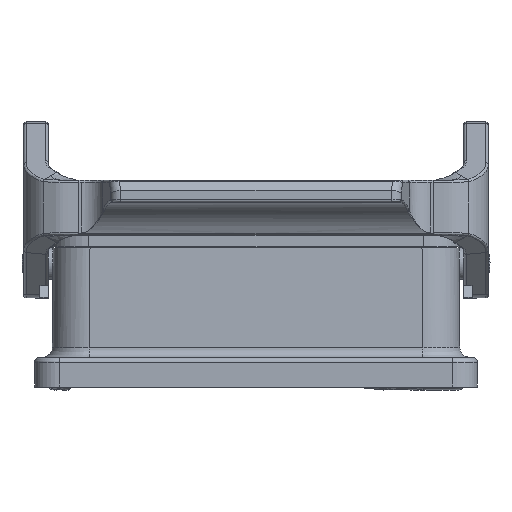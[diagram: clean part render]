
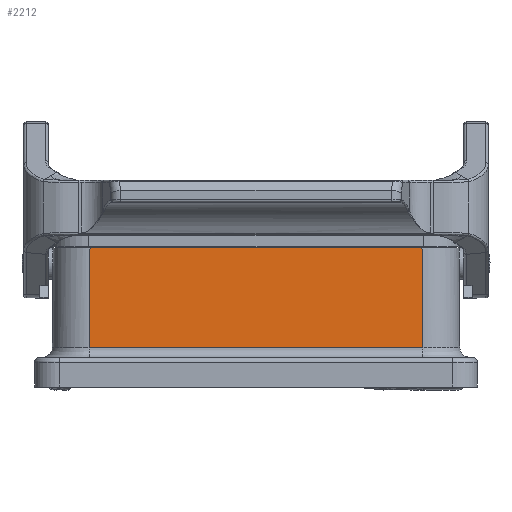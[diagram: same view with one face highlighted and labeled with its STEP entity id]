
A CAD part, left-side view. The second image highlights one B-rep face of the part: STEP entity #2212.
In plain terms, the highlighted planar face has unit normal (-1, 0, 0.026).
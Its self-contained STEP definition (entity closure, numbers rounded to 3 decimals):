
#2212=ADVANCED_FACE('',(#3186),#2749,.T.);
#2749=PLANE('',#14678);
#3186=FACE_OUTER_BOUND('',#3878,.T.);
#3878=EDGE_LOOP('',(#5783,#5784,#5785,#5786));
#5783=ORIENTED_EDGE('',*,*,#9899,.T.);
#5784=ORIENTED_EDGE('',*,*,#9873,.T.);
#5785=ORIENTED_EDGE('',*,*,#9900,.F.);
#5786=ORIENTED_EDGE('',*,*,#9894,.T.);
#8515=VERTEX_POINT('',#24356);
#8516=VERTEX_POINT('',#24358);
#8526=VERTEX_POINT('',#24553);
#8527=VERTEX_POINT('',#24555);
#9873=EDGE_CURVE('',#8516,#8515,#12265,.T.);
#9894=EDGE_CURVE('',#8527,#8526,#12272,.T.);
#9899=EDGE_CURVE('',#8526,#8516,#12274,.T.);
#9900=EDGE_CURVE('',#8527,#8515,#12275,.T.);
#12265=LINE('',#24357,#13315);
#12272=LINE('',#24554,#13322);
#12274=LINE('',#24606,#13324);
#12275=LINE('',#24608,#13325);
#13315=VECTOR('',#16668,1.);
#13322=VECTOR('',#16701,1.);
#13324=VECTOR('',#16707,1.);
#13325=VECTOR('',#16710,1.);
#14678=AXIS2_PLACEMENT_3D('',#24609,#16711,#16712);
#16668=DIRECTION('',(0.026,0.009,1.));
#16701=DIRECTION('',(-0.026,0.009,-1.));
#16707=DIRECTION('',(0.,-1.,0.));
#16710=DIRECTION('',(0.,-1.,0.));
#16711=DIRECTION('',(-1.,0.,0.026));
#16712=DIRECTION('',(0.026,0.,1.));
#24356=CARTESIAN_POINT('',(-46.55,-33.751,5.6));
#24357=CARTESIAN_POINT('',(-47.083,-33.929,-14.752));
#24358=CARTESIAN_POINT('',(-47.083,-33.929,-14.752));
#24553=CARTESIAN_POINT('',(-47.083,33.929,-14.752));
#24554=CARTESIAN_POINT('',(-46.55,33.751,5.6));
#24555=CARTESIAN_POINT('',(-46.55,33.751,5.6));
#24606=CARTESIAN_POINT('',(-47.083,33.929,-14.752));
#24608=CARTESIAN_POINT('',(-46.55,33.751,5.6));
#24609=CARTESIAN_POINT('',(-47.137,-34.929,-16.8));
